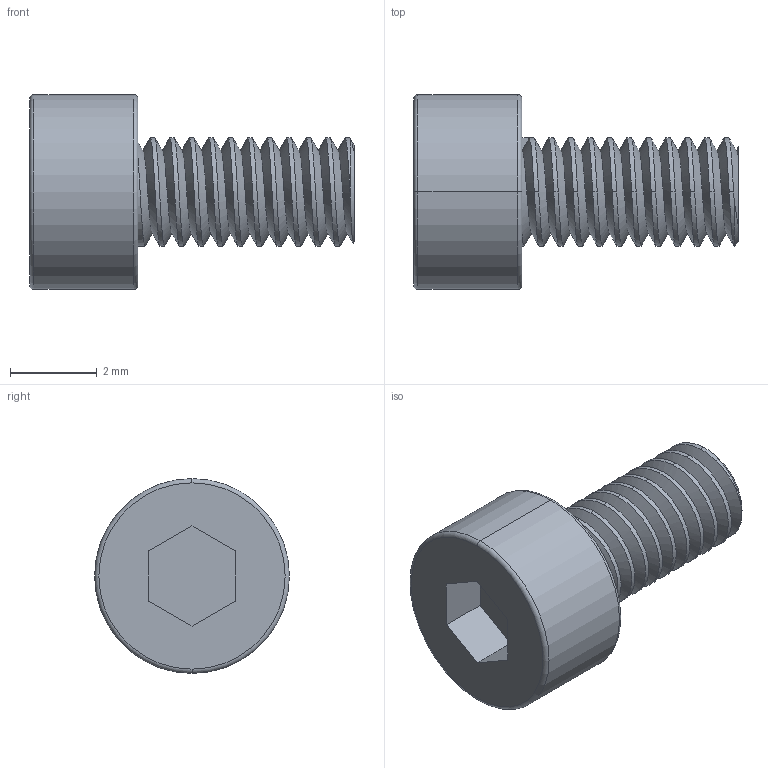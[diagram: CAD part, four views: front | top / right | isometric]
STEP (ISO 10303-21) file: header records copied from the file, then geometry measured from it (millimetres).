
FILE_DESCRIPTION (( 'STEP AP214' ), '1' );
FILE_NAME ('F909DC40-8ADF-47A3-903D-0D5E55AC9C31.STEP', '2024-02-05T04:55:43', ( '' ), ( '' ), 'SwSTEP 2.0', 'SolidWorks 2022', '' );
FILE_SCHEMA (( 'AUTOMOTIVE_DESIGN' ));
Length unit declared in the file: millimetre
Products named in the file (1): F909DC40-8ADF-47A3-903D-0D5E55AC9C31
Bounding box: 7.5 x 4.5 x 4.5 mm (x, y, z)
Volume: 56.3 mm3; surface area: 135 mm2
Topology: 1 solids, 1 shells, 43 faces, 112 edges, 73 vertices
Faces by surface type: cylinder 25, plane 11, torus 4, bspline 2, cone 1
Entity records: 2331 total; most frequent: CARTESIAN_POINT 1380, ORIENTED_EDGE 224, DIRECTION 161, EDGE_CURVE 112, VERTEX_POINT 73, AXIS2_PLACEMENT_3D 58, VECTOR 45, LINE 45
